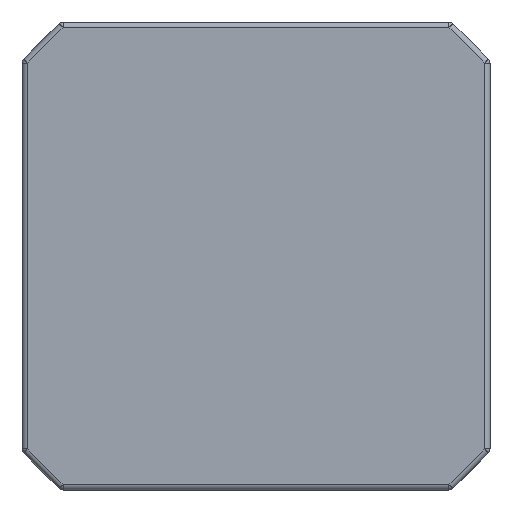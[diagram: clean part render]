
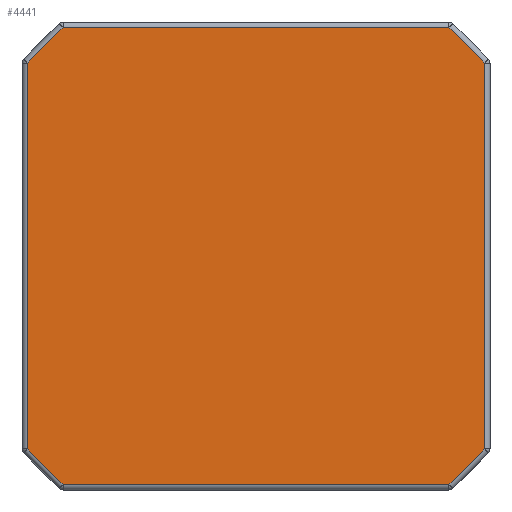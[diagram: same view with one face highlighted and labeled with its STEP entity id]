
A CAD part, front view. The second image highlights one B-rep face of the part: STEP entity #4441.
In plain terms, the highlighted planar face has unit normal (0, -1, 0).
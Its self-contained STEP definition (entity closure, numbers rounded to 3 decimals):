
#348=PLANE('',#4781);
#443=FACE_OUTER_BOUND('',#709,.T.);
#709=EDGE_LOOP('',(#3035,#3036,#3037,#3038,#3039,#3040,#3041,#3042));
#982=LINE('',#6336,#1275);
#985=LINE('',#6347,#1278);
#986=LINE('',#6354,#1279);
#989=LINE('',#6367,#1282);
#990=LINE('',#6374,#1283);
#993=LINE('',#6387,#1286);
#994=LINE('',#6394,#1287);
#997=LINE('',#6406,#1290);
#1275=VECTOR('',#5216,10.);
#1278=VECTOR('',#5227,10.);
#1279=VECTOR('',#5236,10.);
#1282=VECTOR('',#5251,10.);
#1283=VECTOR('',#5260,10.);
#1286=VECTOR('',#5275,10.);
#1287=VECTOR('',#5284,10.);
#1290=VECTOR('',#5299,10.);
#1729=VERTEX_POINT('',#6333);
#1730=VERTEX_POINT('',#6335);
#1732=VERTEX_POINT('',#6341);
#1736=VERTEX_POINT('',#6353);
#1738=VERTEX_POINT('',#6361);
#1742=VERTEX_POINT('',#6373);
#1744=VERTEX_POINT('',#6381);
#1748=VERTEX_POINT('',#6393);
#2194=EDGE_CURVE('',#1729,#1730,#982,.T.);
#2200=EDGE_CURVE('',#1730,#1732,#985,.T.);
#2203=EDGE_CURVE('',#1732,#1736,#986,.T.);
#2210=EDGE_CURVE('',#1736,#1738,#989,.T.);
#2213=EDGE_CURVE('',#1738,#1742,#990,.T.);
#2220=EDGE_CURVE('',#1742,#1744,#993,.T.);
#2223=EDGE_CURVE('',#1744,#1748,#994,.T.);
#2230=EDGE_CURVE('',#1748,#1729,#997,.T.);
#3035=ORIENTED_EDGE('',*,*,#2194,.F.);
#3036=ORIENTED_EDGE('',*,*,#2230,.F.);
#3037=ORIENTED_EDGE('',*,*,#2223,.F.);
#3038=ORIENTED_EDGE('',*,*,#2220,.F.);
#3039=ORIENTED_EDGE('',*,*,#2213,.F.);
#3040=ORIENTED_EDGE('',*,*,#2210,.F.);
#3041=ORIENTED_EDGE('',*,*,#2203,.F.);
#3042=ORIENTED_EDGE('',*,*,#2200,.F.);
#4441=ADVANCED_FACE('',(#443),#348,.T.);
#4781=AXIS2_PLACEMENT_3D('',#6461,#5353,#5354);
#5216=DIRECTION('',(0.707,0.,0.707));
#5227=DIRECTION('',(1.,0.,0.));
#5236=DIRECTION('',(0.707,0.,-0.707));
#5251=DIRECTION('',(0.,0.,-1.));
#5260=DIRECTION('',(-0.707,0.,-0.707));
#5275=DIRECTION('',(-1.,0.,0.));
#5284=DIRECTION('',(-0.707,0.,0.707));
#5299=DIRECTION('',(0.,0.,1.));
#5353=DIRECTION('center_axis',(0.,-1.,0.));
#5354=DIRECTION('ref_axis',(0.,0.,-1.));
#6333=CARTESIAN_POINT('',(-20.65,-16.5,17.443));
#6335=CARTESIAN_POINT('',(-17.443,-16.5,20.65));
#6336=CARTESIAN_POINT('',(-19.046,-16.5,19.046));
#6341=CARTESIAN_POINT('',(17.443,-16.5,20.65));
#6347=CARTESIAN_POINT('',(-10.575,-16.5,20.65));
#6353=CARTESIAN_POINT('',(20.65,-16.5,17.443));
#6354=CARTESIAN_POINT('',(19.046,-16.5,19.046));
#6361=CARTESIAN_POINT('',(20.65,-16.5,-17.443));
#6367=CARTESIAN_POINT('',(20.65,-16.5,10.575));
#6373=CARTESIAN_POINT('',(17.443,-16.5,-20.65));
#6374=CARTESIAN_POINT('',(19.046,-16.5,-19.046));
#6381=CARTESIAN_POINT('',(-17.443,-16.5,-20.65));
#6387=CARTESIAN_POINT('',(10.575,-16.5,-20.65));
#6393=CARTESIAN_POINT('',(-20.65,-16.5,-17.443));
#6394=CARTESIAN_POINT('',(-19.046,-16.5,-19.046));
#6406=CARTESIAN_POINT('',(-20.65,-16.5,-10.575));
#6461=CARTESIAN_POINT('Origin',(0.,-16.5,0.));
